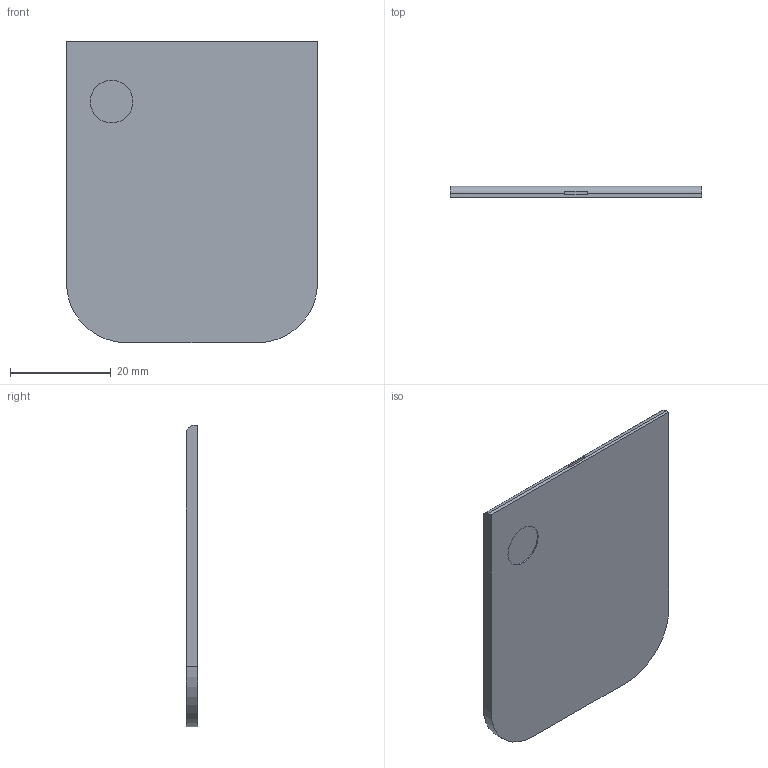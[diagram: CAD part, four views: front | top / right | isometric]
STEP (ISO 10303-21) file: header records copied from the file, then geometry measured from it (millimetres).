
FILE_DESCRIPTION(/* description */ (''),/* implementation_level */ '2;1');
FILE_NAME(/* name */ 'game mounting pacak v3.step',/* time_stamp */ '2023-01-15T21:07:39+08:00',/* author */ (''),/* organization */ (''),/* preprocessor_version */ 'ST-DEVELOPER v19.2',/* originating_system */ 'Autodesk Translation Framework v11.17.0.187',/* authorisation */ '');
FILE_SCHEMA (('AUTOMOTIVE_DESIGN { 1 0 10303 214 3 1 1 }'));
Length unit declared in the file: millimetre
Products named in the file (1): game mounting pacak
Bounding box: 50 x 2.2 x 60 mm (x, y, z)
Volume: 6166.5 mm3; surface area: 6792.5 mm2
Topology: 1 solids, 1 shells, 28 faces, 57 edges, 38 vertices
Faces by surface type: plane 18, cylinder 10
Full cylindrical faces by diameter (mm): 8.485 x1, 10 x1, 14 x1, 24.401 x1, 28.401 x1, 32.401 x1, 36.401 x1
Entity records: 776 total; most frequent: DIRECTION 137, CARTESIAN_POINT 124, ORIENTED_EDGE 114, EDGE_CURVE 57, AXIS2_PLACEMENT_3D 51, VERTEX_POINT 38, EDGE_LOOP 35, LINE 35
